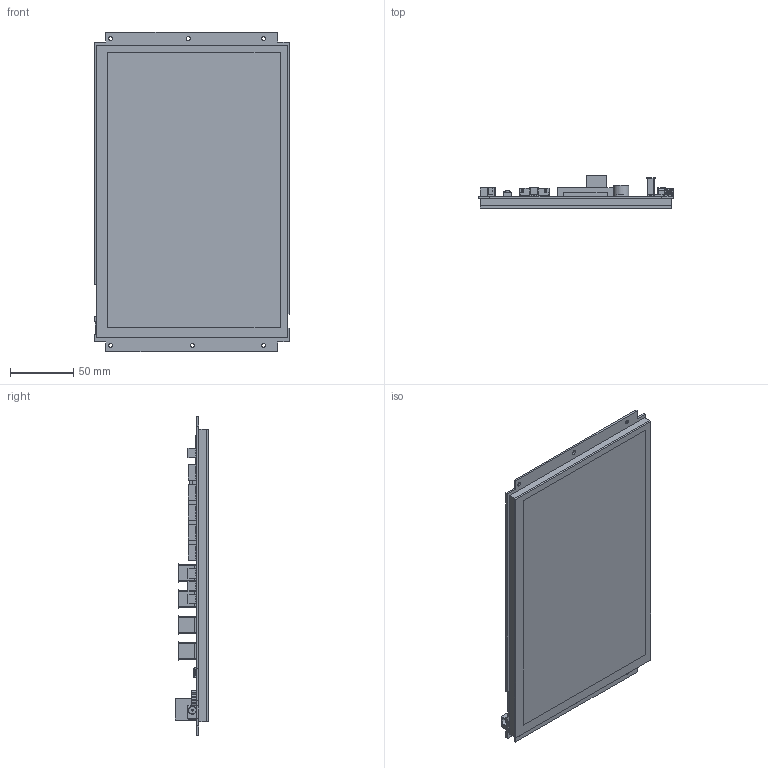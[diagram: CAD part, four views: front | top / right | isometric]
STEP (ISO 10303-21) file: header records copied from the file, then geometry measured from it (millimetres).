
FILE_DESCRIPTION(/* description */ (''),/* implementation_level */ '2;1');
FILE_NAME(/* name */ 'P12600MS101C_T01.stp',/* time_stamp */ '2022-09-29T11:32:45-03:00',/* author */ ('Reservaa'),/* organization */ (''),/* preprocessor_version */ 'ST-DEVELOPER v18.1',/* originating_system */ 'Autodesk Inventor 2022',/* authorisation */ '');
FILE_SCHEMA (('AUTOMOTIVE_DESIGN { 1 0 10303 214 3 1 1 }'));
Products named in the file (22): Display P12600MS101C_T01; Placa 101C_T01; Tela; tela ms101c; moldura_tela; Vidro da tela; usb Top connector; sd; 17r5067_1747981-1; AB2_USB_MICRO_SMD; Ethernet connector; alsrobot-CR1220; Buzzer; JST XH - 8 pinos; Jack; JST XH; Processador 7.0; antena; JST XH - 2 pinos; Flat 10 pin 05mm; botaoPower_Android; ADK
Assembly tree (38 placements, depth 3):
  Display P12600MS101C_T01
    Placa 101C_T01
    Tela
    tela ms101c
      moldura_tela
      Vidro da tela
    usb Top connector  x4
    sd
    JST XH  x11
    17r5067_1747981-1
    AB2_USB_MICRO_SMD
    Ethernet connector
    alsrobot-CR1220
    Buzzer
    JST XH - 8 pinos
    Jack
    JST XH - 2 pinos  x5
    Processador 7.0
    antena
    Flat 10 pin 05mm
    botaoPower_Android
    ADK
Bounding box: 154.55 x 26.2 x 252.3 mm (x, y, z)
Volume: 339404 mm3; surface area: 257654.5 mm2
Topology: 47 solids, 47 shells, 3609 faces, 9502 edges, 6062 vertices
Faces by surface type: plane 3243, cylinder 313, bspline 46, cone 5, sphere 2
Full cylindrical faces by diameter (mm): 1 x1, 1.3 x1, 1.5 x1, 2 x2, 2.011 x1, 2.441 x1, 2.5 x1, 3.1 x6, 3.5 x1, 5.85 x1, 11.9 x1
Entity records: 77471 total; most frequent: CARTESIAN_POINT 13823, ORIENTED_EDGE 12904, DIRECTION 11949, EDGE_CURVE 6452, LINE 5907, VECTOR 5907, VERTEX_POINT 4038, AXIS2_PLACEMENT_3D 3021
